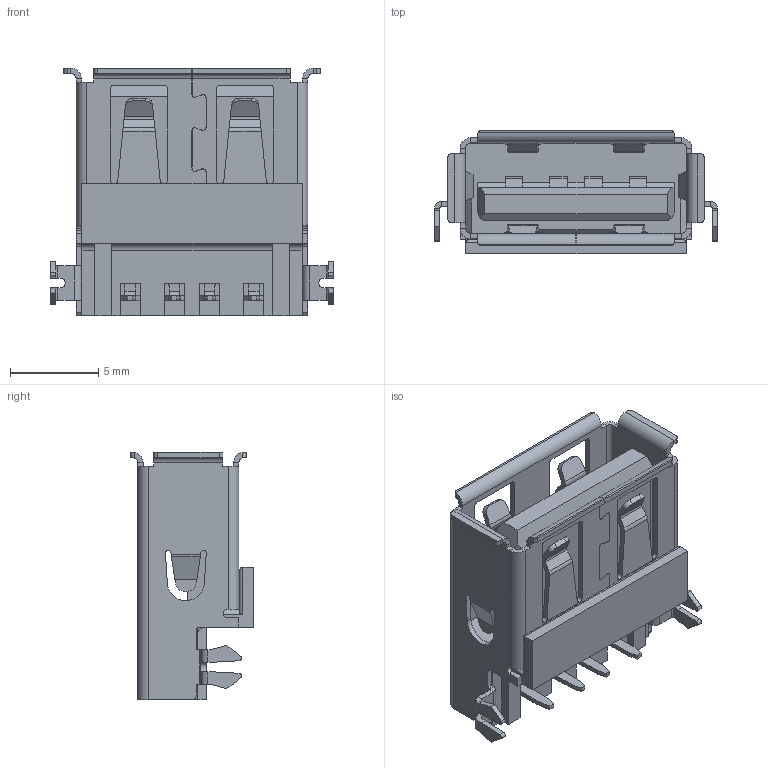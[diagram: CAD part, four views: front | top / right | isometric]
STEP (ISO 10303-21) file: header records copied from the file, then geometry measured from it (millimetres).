
FILE_DESCRIPTION (( 'STEP AP214' ), '1' );
FILE_NAME ('Ðîçåòêà.STEP', '2019-02-11T13:13:41', ( '' ), ( '' ), 'SwSTEP 2.0', 'SolidWorks 2015', '' );
FILE_SCHEMA (( 'AUTOMOTIVE_DESIGN' ));
Length unit declared in the file: millimetre
Products named in the file (1): Ðîçåòêà
Bounding box: 16 x 6.96 x 14 mm (x, y, z)
Volume: 516.5 mm3; surface area: 1369.7 mm2
Topology: 1 solids, 1 shells, 557 faces, 1546 edges, 982 vertices
Faces by surface type: plane 373, cylinder 184
Entity records: 19863 total; most frequent: CARTESIAN_POINT 3398, ORIENTED_EDGE 3092, DIRECTION 2840, EDGE_CURVE 1546, LINE 1168, VECTOR 1168, VERTEX_POINT 982, AXIS2_PLACEMENT_3D 836
